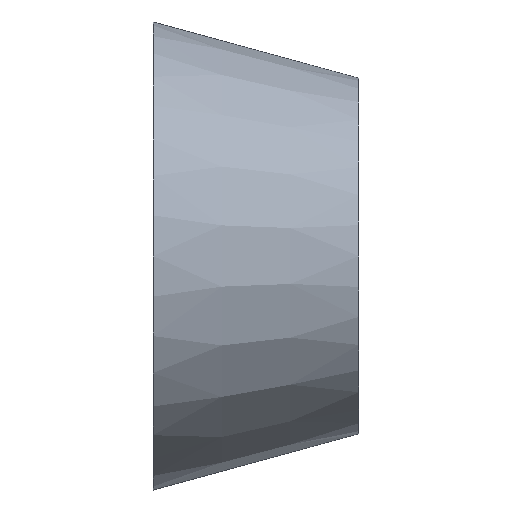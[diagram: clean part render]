
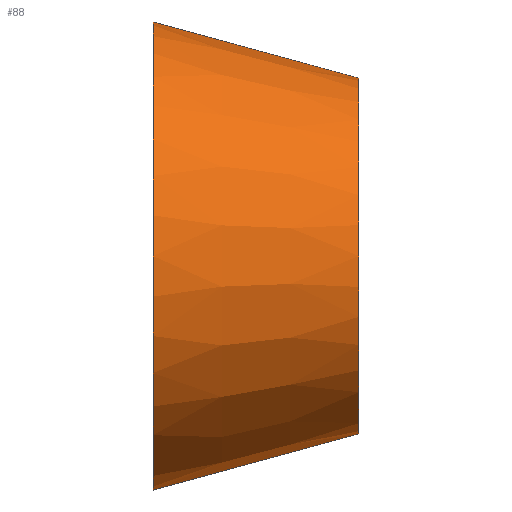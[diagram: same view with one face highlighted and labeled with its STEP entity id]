
A CAD part, front view. The second image highlights one B-rep face of the part: STEP entity #88.
In plain terms, the highlighted conical face has half-angle 15.255 degrees and reference radius 19 mm.
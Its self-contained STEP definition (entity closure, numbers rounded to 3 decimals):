
#7 = DIRECTION ( 'NONE',  ( 0., 0., -1. ) ) ;
#11 = FACE_OUTER_BOUND ( 'NONE', #147, .T. ) ;
#22 = DIRECTION ( 'NONE',  ( 1., 0., 0. ) ) ;
#23 = EDGE_CURVE ( 'NONE', #242, #108, #114, .T. ) ;
#31 = EDGE_CURVE ( 'NONE', #116, #242, #142, .T. ) ;
#38 = LINE ( 'NONE', #91, #53 ) ;
#40 = VECTOR ( 'NONE', #95, 1000. ) ;
#47 = CARTESIAN_POINT ( 'NONE',  ( 22., 0., -19. ) ) ;
#48 = CARTESIAN_POINT ( 'NONE',  ( 22., 0., 19. ) ) ;
#53 = VECTOR ( 'NONE', #118, 1000. ) ;
#64 = AXIS2_PLACEMENT_3D ( 'NONE', #195, #93, #166 ) ;
#72 = CONICAL_SURFACE ( 'NONE', #64, 19., 0.266 ) ;
#83 = EDGE_CURVE ( 'NONE', #116, #163, #38, .T. ) ;
#87 = CARTESIAN_POINT ( 'NONE',  ( 0., 0., -25. ) ) ;
#88 = ADVANCED_FACE ( 'NONE', ( #11 ), #72, .T. ) ;
#91 = CARTESIAN_POINT ( 'NONE',  ( 22., 0., 19. ) ) ;
#93 = DIRECTION ( 'NONE',  ( -1., 0., 0. ) ) ;
#95 = DIRECTION ( 'NONE',  ( -0.965, 0., -0.263 ) ) ;
#100 = AXIS2_PLACEMENT_3D ( 'NONE', #190, #174, #152 ) ;
#108 = VERTEX_POINT ( 'NONE', #87 ) ;
#114 = LINE ( 'NONE', #229, #40 ) ;
#116 = VERTEX_POINT ( 'NONE', #48 ) ;
#118 = DIRECTION ( 'NONE',  ( -0.965, 0., 0.263 ) ) ;
#134 = ORIENTED_EDGE ( 'NONE', *, *, #31, .F. ) ;
#142 = CIRCLE ( 'NONE', #100, 19. ) ;
#147 = EDGE_LOOP ( 'NONE', ( #171, #134, #213, #203 ) ) ;
#152 = DIRECTION ( 'NONE',  ( 0., 0., -1. ) ) ;
#163 = VERTEX_POINT ( 'NONE', #238 ) ;
#166 = DIRECTION ( 'NONE',  ( 0., 0., 1. ) ) ;
#171 = ORIENTED_EDGE ( 'NONE', *, *, #23, .F. ) ;
#174 = DIRECTION ( 'NONE',  ( 1., 0., 0. ) ) ;
#177 = EDGE_CURVE ( 'NONE', #163, #108, #248, .T. ) ;
#178 = AXIS2_PLACEMENT_3D ( 'NONE', #187, #22, #7 ) ;
#187 = CARTESIAN_POINT ( 'NONE',  ( 0., 0., 0. ) ) ;
#190 = CARTESIAN_POINT ( 'NONE',  ( 22., 0., 0. ) ) ;
#195 = CARTESIAN_POINT ( 'NONE',  ( 22., 0., 0. ) ) ;
#203 = ORIENTED_EDGE ( 'NONE', *, *, #177, .T. ) ;
#213 = ORIENTED_EDGE ( 'NONE', *, *, #83, .T. ) ;
#229 = CARTESIAN_POINT ( 'NONE',  ( 22., 0., -19. ) ) ;
#238 = CARTESIAN_POINT ( 'NONE',  ( 0., 0., 25. ) ) ;
#242 = VERTEX_POINT ( 'NONE', #47 ) ;
#248 = CIRCLE ( 'NONE', #178, 25. ) ;
